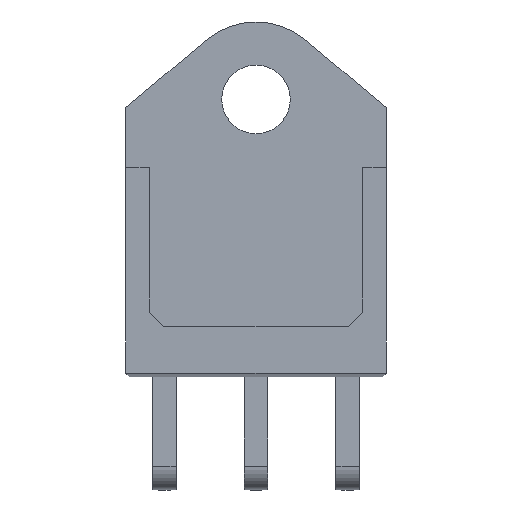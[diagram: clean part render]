
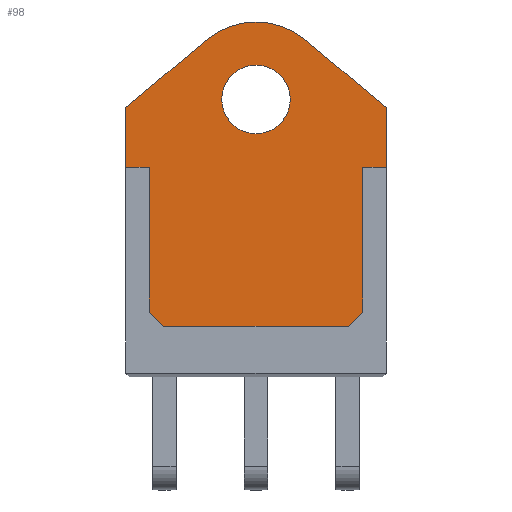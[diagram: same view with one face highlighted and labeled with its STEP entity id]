
A CAD part, top view. The second image highlights one B-rep face of the part: STEP entity #98.
In plain terms, the highlighted planar face has unit normal (0, 0, 1).
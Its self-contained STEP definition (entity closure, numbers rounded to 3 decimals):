
#98=ADVANCED_FACE('',(#800,#802),#804,.F.);
#800=FACE_BOUND('',#801,.T.);
#801=EDGE_LOOP('',(#1352,#1353,#1354,#1355,#1356,#1357,#1358,#1359,#1360,#1361,#1362,
#1363));
#802=FACE_BOUND('',#803,.T.);
#803=EDGE_LOOP('',(#1364));
#804=PLANE('',#805);
#805=AXIS2_PLACEMENT_3D('',#806,#807,#808);
#806=CARTESIAN_POINT('',(0.,0.,4.6));
#807=DIRECTION('',(0.,0.,-1.));
#808=DIRECTION('',(1.,0.,0.));
#1352=ORIENTED_EDGE('',*,*,#1710,.F.);
#1353=ORIENTED_EDGE('',*,*,#1711,.F.);
#1354=ORIENTED_EDGE('',*,*,#1712,.F.);
#1355=ORIENTED_EDGE('',*,*,#1713,.F.);
#1356=ORIENTED_EDGE('',*,*,#1714,.F.);
#1357=ORIENTED_EDGE('',*,*,#1715,.F.);
#1358=ORIENTED_EDGE('',*,*,#1716,.F.);
#1359=ORIENTED_EDGE('',*,*,#1717,.F.);
#1360=ORIENTED_EDGE('',*,*,#1718,.F.);
#1361=ORIENTED_EDGE('',*,*,#1719,.F.);
#1362=ORIENTED_EDGE('',*,*,#1720,.F.);
#1363=ORIENTED_EDGE('',*,*,#1721,.F.);
#1364=ORIENTED_EDGE('',*,*,#1722,.T.);
#1710=EDGE_CURVE('',#1889,#1890,#1891,.T.);
#1711=EDGE_CURVE('',#1892,#1889,#1893,.T.);
#1712=EDGE_CURVE('',#1894,#1892,#1895,.T.);
#1713=EDGE_CURVE('',#1896,#1894,#1897,.T.);
#1714=EDGE_CURVE('',#1898,#1896,#1899,.T.);
#1715=EDGE_CURVE('',#1900,#1898,#1901,.T.);
#1716=EDGE_CURVE('',#1902,#1900,#1903,.T.);
#1717=EDGE_CURVE('',#1904,#1902,#1905,.T.);
#1718=EDGE_CURVE('',#1906,#1904,#1907,.T.);
#1719=EDGE_CURVE('',#1908,#1906,#1909,.T.);
#1720=EDGE_CURVE('',#1910,#1908,#1911,.T.);
#1721=EDGE_CURVE('',#1890,#1910,#1912,.T.);
#1722=EDGE_CURVE('',#1913,#1913,#1914,.T.);
#1889=VERTEX_POINT('',#2180);
#1890=VERTEX_POINT('',#2181);
#1891=LINE('',#2182,#2183);
#1892=VERTEX_POINT('',#2185);
#1893=LINE('',#2186,#2187);
#1894=VERTEX_POINT('',#2189);
#1895=LINE('',#2190,#2191);
#1896=VERTEX_POINT('',#2193);
#1897=LINE('',#2194,#2195);
#1898=VERTEX_POINT('',#2197);
#1899=LINE('',#2198,#2199);
#1900=VERTEX_POINT('',#2201);
#1901=CIRCLE('',#2202,4.6);
#1902=VERTEX_POINT('',#2206);
#1903=LINE('',#2207,#2208);
#1904=VERTEX_POINT('',#2210);
#1905=LINE('',#2211,#2212);
#1906=VERTEX_POINT('',#2214);
#1907=LINE('',#2215,#2216);
#1908=VERTEX_POINT('',#2218);
#1909=LINE('',#2219,#2220);
#1910=VERTEX_POINT('',#2222);
#1911=LINE('',#2223,#2224);
#1912=LINE('',#2226,#2227);
#1913=VERTEX_POINT('',#2229);
#1914=CIRCLE('',#2230,2.04);
#2180=CARTESIAN_POINT('',(6.35,10.21,4.6));
#2181=CARTESIAN_POINT('',(5.5,9.36,4.6));
#2182=CARTESIAN_POINT('',(6.35,10.21,4.6));
#2183=VECTOR('',#2184,1.);
#2184=DIRECTION('',(-0.707,-0.707,0.));
#2185=CARTESIAN_POINT('',(6.35,18.824,4.6));
#2186=CARTESIAN_POINT('',(6.35,18.824,4.6));
#2187=VECTOR('',#2188,1.);
#2188=DIRECTION('',(0.,-1.,0.));
#2189=CARTESIAN_POINT('',(7.75,18.824,4.6));
#2190=CARTESIAN_POINT('',(7.75,18.824,4.6));
#2191=VECTOR('',#2192,1.);
#2192=DIRECTION('',(-1.,0.,0.));
#2193=CARTESIAN_POINT('',(7.75,22.362,4.6));
#2194=CARTESIAN_POINT('',(7.75,22.362,4.6));
#2195=VECTOR('',#2196,1.);
#2196=DIRECTION('',(0.,-1.,0.));
#2197=CARTESIAN_POINT('',(2.957,26.384,4.6));
#2198=CARTESIAN_POINT('',(2.957,26.384,4.6));
#2199=VECTOR('',#2200,1.);
#2200=DIRECTION('',(0.766,-0.643,0.));
#2201=CARTESIAN_POINT('',(-2.957,26.384,4.6));
#2202=AXIS2_PLACEMENT_3D('',#2203,#2204,#2205);
#2203=CARTESIAN_POINT('',(0.,22.86,4.6));
#2204=DIRECTION('',(0.,0.,-1.));
#2205=DIRECTION('',(-0.643,0.766,0.));
#2206=CARTESIAN_POINT('',(-7.75,22.362,4.6));
#2207=CARTESIAN_POINT('',(-7.75,22.362,4.6));
#2208=VECTOR('',#2209,1.);
#2209=DIRECTION('',(0.766,0.643,0.));
#2210=CARTESIAN_POINT('',(-7.75,18.824,4.6));
#2211=CARTESIAN_POINT('',(-7.75,18.824,4.6));
#2212=VECTOR('',#2213,1.);
#2213=DIRECTION('',(0.,1.,0.));
#2214=CARTESIAN_POINT('',(-6.35,18.824,4.6));
#2215=CARTESIAN_POINT('',(-6.35,18.824,4.6));
#2216=VECTOR('',#2217,1.);
#2217=DIRECTION('',(-1.,0.,0.));
#2218=CARTESIAN_POINT('',(-6.35,10.21,4.6));
#2219=CARTESIAN_POINT('',(-6.35,10.21,4.6));
#2220=VECTOR('',#2221,1.);
#2221=DIRECTION('',(0.,1.,0.));
#2222=CARTESIAN_POINT('',(-5.5,9.36,4.6));
#2223=CARTESIAN_POINT('',(-5.5,9.36,4.6));
#2224=VECTOR('',#2225,1.);
#2225=DIRECTION('',(-0.707,0.707,0.));
#2226=CARTESIAN_POINT('',(5.5,9.36,4.6));
#2227=VECTOR('',#2228,1.);
#2228=DIRECTION('',(-1.,0.,0.));
#2229=CARTESIAN_POINT('',(2.04,22.86,4.6));
#2230=AXIS2_PLACEMENT_3D('',#2231,#2232,#2233);
#2231=CARTESIAN_POINT('',(0.,22.86,4.6));
#2232=DIRECTION('',(0.,0.,-1.));
#2233=DIRECTION('',(1.,0.,0.));
